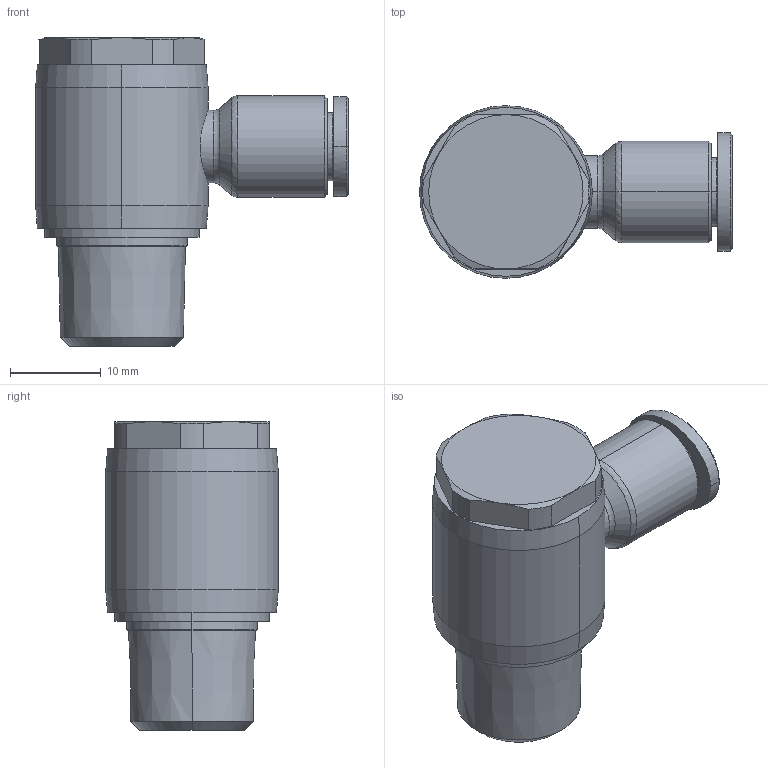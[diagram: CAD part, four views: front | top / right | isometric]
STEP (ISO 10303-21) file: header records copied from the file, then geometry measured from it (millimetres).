
FILE_DESCRIPTION (( 'STEP AP214' ), '1' );
FILE_NAME ('PH06-02.STEP', '2015-08-26T14:43:42', ( '' ), ( '' ), 'SwSTEP 2.0', 'SolidWorks 2015', '' );
FILE_SCHEMA (( 'AUTOMOTIVE_DESIGN' ));
Length unit declared in the file: millimetre
Products named in the file (2): PH06-02; ｦ+ﾃｦ1
Assembly tree (1 placements, depth 2):
  PH06-02
    ｦ+ﾃｦ1
Bounding box: 34.45 x 19 x 34 mm (x, y, z)
Volume: 7256.1 mm3; surface area: 4067.4 mm2
Topology: 1 solids, 1 shells, 274 faces, 732 edges, 477 vertices
Faces by surface type: plane 180, bspline 34, cylinder 32, cone 26, torus 2
Entity records: 10391 total; most frequent: CARTESIAN_POINT 3113, ORIENTED_EDGE 1460, DIRECTION 1220, EDGE_CURVE 730, VECTOR 544, LINE 544, VERTEX_POINT 477, AXIS2_PLACEMENT_3D 338
